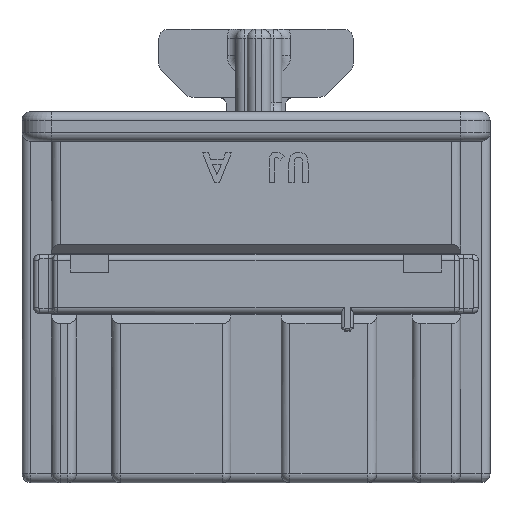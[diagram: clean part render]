
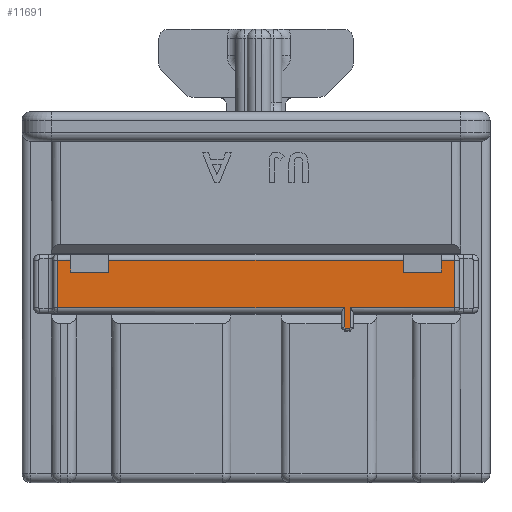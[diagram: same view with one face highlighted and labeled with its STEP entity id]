
A CAD part, front view. The second image highlights one B-rep face of the part: STEP entity #11691.
In plain terms, the highlighted planar face has unit normal (0, -1, 0).
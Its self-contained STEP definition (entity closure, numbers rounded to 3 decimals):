
#53 = ORIENTED_EDGE ( 'NONE', *, *, #36164, .T. ) ;
#515 = CARTESIAN_POINT ( 'NONE',  ( 0., -4.75, -0.25 ) ) ;
#773 = EDGE_CURVE ( 'NONE', #31113, #17700, #6191, .T. ) ;
#927 = DIRECTION ( 'NONE',  ( 0., 0., -1. ) ) ;
#1243 = CARTESIAN_POINT ( 'NONE',  ( 0., -4.75, -1.85 ) ) ;
#1322 = CARTESIAN_POINT ( 'NONE',  ( 6.3, -4.75, 4.5 ) ) ;
#1389 = DIRECTION ( 'NONE',  ( 0., 0., 1. ) ) ;
#1789 = LINE ( 'NONE', #27751, #10363 ) ;
#1955 = DIRECTION ( 'NONE',  ( -1., 0., 0. ) ) ;
#2083 = VECTOR ( 'NONE', #29834, 1000. ) ;
#2268 = CARTESIAN_POINT ( 'NONE',  ( 3.2, -4.75, 4.5 ) ) ;
#2443 = LINE ( 'NONE', #2268, #26052 ) ;
#3947 = LINE ( 'NONE', #515, #2083 ) ;
#4211 = DIRECTION ( 'NONE',  ( 0., 0., -1. ) ) ;
#4294 = EDGE_CURVE ( 'NONE', #32201, #6292, #21557, .T. ) ;
#4503 = EDGE_CURVE ( 'NONE', #15770, #7295, #15401, .T. ) ;
#4566 = CARTESIAN_POINT ( 'NONE',  ( 6.75, -4.75, -1.85 ) ) ;
#4727 = DIRECTION ( 'NONE',  ( 0.707, 0., -0.707 ) ) ;
#4828 = LINE ( 'NONE', #30352, #6375 ) ;
#5562 = ORIENTED_EDGE ( 'NONE', *, *, #15035, .T. ) ;
#5581 = CARTESIAN_POINT ( 'NONE',  ( 3., -4.75, -1.85 ) ) ;
#5814 = CARTESIAN_POINT ( 'NONE',  ( -5., -4.75, -0.65 ) ) ;
#5960 = LINE ( 'NONE', #7046, #17956 ) ;
#6191 = LINE ( 'NONE', #1243, #8107 ) ;
#6210 = VERTEX_POINT ( 'NONE', #10588 ) ;
#6292 = VERTEX_POINT ( 'NONE', #22835 ) ;
#6375 = VECTOR ( 'NONE', #1955, 1000. ) ;
#6399 = EDGE_CURVE ( 'NONE', #17700, #17748, #19677, .T. ) ;
#6828 = VECTOR ( 'NONE', #26317, 1000. ) ;
#6896 = DIRECTION ( 'NONE',  ( 0., 0., -1. ) ) ;
#6935 = DIRECTION ( 'NONE',  ( 1., 0., 0. ) ) ;
#7046 = CARTESIAN_POINT ( 'NONE',  ( 3.159, -4.75, -2.55 ) ) ;
#7295 = VERTEX_POINT ( 'NONE', #36226 ) ;
#7672 = EDGE_CURVE ( 'NONE', #13412, #12062, #5960, .T. ) ;
#7757 = DIRECTION ( 'NONE',  ( 0., 0., -1. ) ) ;
#7966 = ORIENTED_EDGE ( 'NONE', *, *, #25735, .T. ) ;
#8081 = DIRECTION ( 'NONE',  ( 0., 0., 1. ) ) ;
#8107 = VECTOR ( 'NONE', #6935, 1000. ) ;
#8725 = VERTEX_POINT ( 'NONE', #13415 ) ;
#8837 = CARTESIAN_POINT ( 'NONE',  ( 0., -4.75, -2.55 ) ) ;
#9122 = VECTOR ( 'NONE', #4727, 1000. ) ;
#9487 = VERTEX_POINT ( 'NONE', #16598 ) ;
#9705 = EDGE_CURVE ( 'NONE', #12671, #32201, #32341, .T. ) ;
#9994 = CARTESIAN_POINT ( 'NONE',  ( 6.3, -4.75, -0.65 ) ) ;
#10363 = VECTOR ( 'NONE', #10647, 1000. ) ;
#10366 = FACE_OUTER_BOUND ( 'NONE', #22603, .T. ) ;
#10588 = CARTESIAN_POINT ( 'NONE',  ( 5., -4.75, -0.65 ) ) ;
#10647 = DIRECTION ( 'NONE',  ( -1., 0., 0. ) ) ;
#10752 = LINE ( 'NONE', #8837, #17084 ) ;
#10780 = VECTOR ( 'NONE', #6896, 1000. ) ;
#10919 = ORIENTED_EDGE ( 'NONE', *, *, #33592, .T. ) ;
#11032 = ORIENTED_EDGE ( 'NONE', *, *, #773, .T. ) ;
#11069 = ORIENTED_EDGE ( 'NONE', *, *, #13572, .T. ) ;
#11110 = VECTOR ( 'NONE', #31015, 1000. ) ;
#11242 = CARTESIAN_POINT ( 'NONE',  ( 3.2, -4.75, -1.85 ) ) ;
#11691 = ADVANCED_FACE ( 'NONE', ( #10366 ), #27104, .T. ) ;
#11783 = VECTOR ( 'NONE', #13565, 1000. ) ;
#12062 = VERTEX_POINT ( 'NONE', #20714 ) ;
#12481 = VERTEX_POINT ( 'NONE', #19704 ) ;
#12671 = VERTEX_POINT ( 'NONE', #35313 ) ;
#12839 = VECTOR ( 'NONE', #35632, 1000. ) ;
#12976 = LINE ( 'NONE', #16337, #9122 ) ;
#13255 = ORIENTED_EDGE ( 'NONE', *, *, #18899, .T. ) ;
#13412 = VERTEX_POINT ( 'NONE', #33098 ) ;
#13415 = CARTESIAN_POINT ( 'NONE',  ( 3.041, -4.75, -2.55 ) ) ;
#13565 = DIRECTION ( 'NONE',  ( 0., 0., 1. ) ) ;
#13572 = EDGE_CURVE ( 'NONE', #30316, #15770, #28376, .T. ) ;
#13894 = ORIENTED_EDGE ( 'NONE', *, *, #7672, .T. ) ;
#14496 = VERTEX_POINT ( 'NONE', #15554 ) ;
#14656 = VERTEX_POINT ( 'NONE', #34674 ) ;
#14777 = VECTOR ( 'NONE', #1389, 1000. ) ;
#15035 = EDGE_CURVE ( 'NONE', #14656, #27964, #21191, .T. ) ;
#15401 = LINE ( 'NONE', #32304, #6828 ) ;
#15554 = CARTESIAN_POINT ( 'NONE',  ( 5., -4.75, -0.25 ) ) ;
#15690 = CARTESIAN_POINT ( 'NONE',  ( 5., -4.75, 4.5 ) ) ;
#15770 = VERTEX_POINT ( 'NONE', #23682 ) ;
#16337 = CARTESIAN_POINT ( 'NONE',  ( 3., -4.75, -2.509 ) ) ;
#16383 = CARTESIAN_POINT ( 'NONE',  ( 0., -4.75, 4.5 ) ) ;
#16598 = CARTESIAN_POINT ( 'NONE',  ( -6.75, -4.75, -0.25 ) ) ;
#16770 = ORIENTED_EDGE ( 'NONE', *, *, #27718, .T. ) ;
#17084 = VECTOR ( 'NONE', #23544, 1000. ) ;
#17403 = ORIENTED_EDGE ( 'NONE', *, *, #32953, .T. ) ;
#17671 = CARTESIAN_POINT ( 'NONE',  ( 0., -4.75, -1.85 ) ) ;
#17700 = VERTEX_POINT ( 'NONE', #4566 ) ;
#17748 = VERTEX_POINT ( 'NONE', #30630 ) ;
#17956 = VECTOR ( 'NONE', #18462, 1000. ) ;
#18246 = EDGE_CURVE ( 'NONE', #7295, #9487, #1789, .T. ) ;
#18366 = VECTOR ( 'NONE', #34980, 1000. ) ;
#18401 = CARTESIAN_POINT ( 'NONE',  ( -6.75, -4.75, 4.5 ) ) ;
#18462 = DIRECTION ( 'NONE',  ( 0.707, 0., 0.707 ) ) ;
#18899 = EDGE_CURVE ( 'NONE', #17748, #14656, #32816, .T. ) ;
#19677 = LINE ( 'NONE', #36834, #11783 ) ;
#19704 = CARTESIAN_POINT ( 'NONE',  ( -5., -4.75, -0.25 ) ) ;
#20075 = ORIENTED_EDGE ( 'NONE', *, *, #36999, .T. ) ;
#20423 = CARTESIAN_POINT ( 'NONE',  ( 0., -4.75, -0.65 ) ) ;
#20548 = ORIENTED_EDGE ( 'NONE', *, *, #21009, .T. ) ;
#20714 = CARTESIAN_POINT ( 'NONE',  ( 3.2, -4.75, -2.509 ) ) ;
#20723 = LINE ( 'NONE', #23468, #10780 ) ;
#21009 = EDGE_CURVE ( 'NONE', #8725, #13412, #10752, .T. ) ;
#21191 = LINE ( 'NONE', #1322, #28016 ) ;
#21557 = LINE ( 'NONE', #32909, #31769 ) ;
#22487 = VECTOR ( 'NONE', #927, 1000. ) ;
#22603 = EDGE_LOOP ( 'NONE', ( #13894, #26290, #11032, #29920, #13255, #5562, #17403, #20075, #16770, #53, #11069, #22611, #26527, #10919, #34537, #35454, #7966, #20548 ) ) ;
#22611 = ORIENTED_EDGE ( 'NONE', *, *, #4503, .T. ) ;
#22835 = CARTESIAN_POINT ( 'NONE',  ( 3., -4.75, -2.509 ) ) ;
#23022 = AXIS2_PLACEMENT_3D ( 'NONE', #16383, #27671, #7757 ) ;
#23468 = CARTESIAN_POINT ( 'NONE',  ( -5., -4.75, 4.5 ) ) ;
#23544 = DIRECTION ( 'NONE',  ( 1., 0., 0. ) ) ;
#23682 = CARTESIAN_POINT ( 'NONE',  ( -6.3, -4.75, -0.65 ) ) ;
#24223 = CARTESIAN_POINT ( 'NONE',  ( 0., -4.75, -0.25 ) ) ;
#25735 = EDGE_CURVE ( 'NONE', #6292, #8725, #12976, .T. ) ;
#26052 = VECTOR ( 'NONE', #8081, 1000. ) ;
#26290 = ORIENTED_EDGE ( 'NONE', *, *, #36469, .T. ) ;
#26317 = DIRECTION ( 'NONE',  ( 0., 0., 1. ) ) ;
#26527 = ORIENTED_EDGE ( 'NONE', *, *, #18246, .T. ) ;
#27104 = PLANE ( 'NONE',  #23022 ) ;
#27671 = DIRECTION ( 'NONE',  ( 0., -1., 0. ) ) ;
#27718 = EDGE_CURVE ( 'NONE', #14496, #12481, #3947, .T. ) ;
#27751 = CARTESIAN_POINT ( 'NONE',  ( 0., -4.75, -0.25 ) ) ;
#27964 = VERTEX_POINT ( 'NONE', #9994 ) ;
#28016 = VECTOR ( 'NONE', #4211, 1000. ) ;
#28376 = LINE ( 'NONE', #20423, #11110 ) ;
#29834 = DIRECTION ( 'NONE',  ( -1., 0., 0. ) ) ;
#29920 = ORIENTED_EDGE ( 'NONE', *, *, #6399, .T. ) ;
#30316 = VERTEX_POINT ( 'NONE', #5814 ) ;
#30352 = CARTESIAN_POINT ( 'NONE',  ( 0., -4.75, -0.65 ) ) ;
#30464 = DIRECTION ( 'NONE',  ( 0., 0., -1. ) ) ;
#30630 = CARTESIAN_POINT ( 'NONE',  ( 6.75, -4.75, -0.25 ) ) ;
#31015 = DIRECTION ( 'NONE',  ( -1., 0., 0. ) ) ;
#31113 = VERTEX_POINT ( 'NONE', #11242 ) ;
#31769 = VECTOR ( 'NONE', #30464, 1000. ) ;
#32201 = VERTEX_POINT ( 'NONE', #5581 ) ;
#32304 = CARTESIAN_POINT ( 'NONE',  ( -6.3, -4.75, 4.5 ) ) ;
#32341 = LINE ( 'NONE', #17671, #18366 ) ;
#32816 = LINE ( 'NONE', #24223, #12839 ) ;
#32909 = CARTESIAN_POINT ( 'NONE',  ( 3., -4.75, 4.5 ) ) ;
#32953 = EDGE_CURVE ( 'NONE', #27964, #6210, #4828, .T. ) ;
#33098 = CARTESIAN_POINT ( 'NONE',  ( 3.159, -4.75, -2.55 ) ) ;
#33592 = EDGE_CURVE ( 'NONE', #9487, #12671, #35514, .T. ) ;
#34537 = ORIENTED_EDGE ( 'NONE', *, *, #9705, .T. ) ;
#34674 = CARTESIAN_POINT ( 'NONE',  ( 6.3, -4.75, -0.25 ) ) ;
#34980 = DIRECTION ( 'NONE',  ( 1., 0., 0. ) ) ;
#35313 = CARTESIAN_POINT ( 'NONE',  ( -6.75, -4.75, -1.85 ) ) ;
#35454 = ORIENTED_EDGE ( 'NONE', *, *, #4294, .T. ) ;
#35514 = LINE ( 'NONE', #18401, #22487 ) ;
#35632 = DIRECTION ( 'NONE',  ( -1., 0., 0. ) ) ;
#36164 = EDGE_CURVE ( 'NONE', #12481, #30316, #20723, .T. ) ;
#36174 = LINE ( 'NONE', #15690, #14777 ) ;
#36226 = CARTESIAN_POINT ( 'NONE',  ( -6.3, -4.75, -0.25 ) ) ;
#36469 = EDGE_CURVE ( 'NONE', #12062, #31113, #2443, .T. ) ;
#36834 = CARTESIAN_POINT ( 'NONE',  ( 6.75, -4.75, 4.5 ) ) ;
#36999 = EDGE_CURVE ( 'NONE', #6210, #14496, #36174, .T. ) ;
